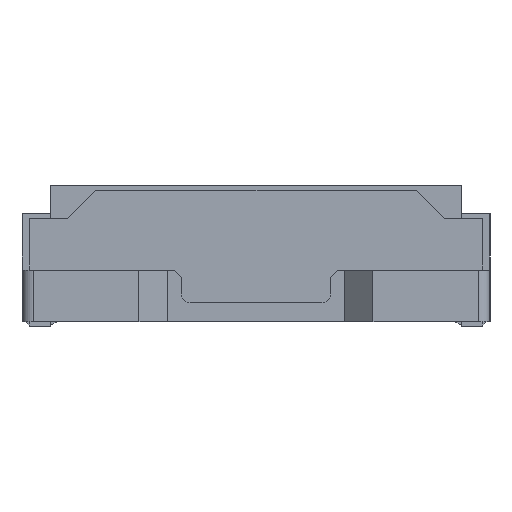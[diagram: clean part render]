
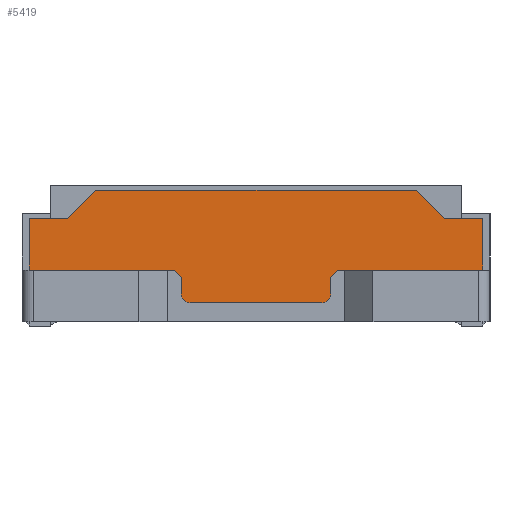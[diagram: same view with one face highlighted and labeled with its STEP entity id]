
A CAD part, left-side view. The second image highlights one B-rep face of the part: STEP entity #5419.
In plain terms, the highlighted planar face has unit normal (-1, 0, 0).
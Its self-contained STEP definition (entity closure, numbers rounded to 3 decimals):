
#81=CIRCLE($,#5796,0.04);
#82=CIRCLE($,#5797,0.04);
#221=FACE_OUTER_BOUND($,#538,.T.);
#538=EDGE_LOOP($,(#3938,#3939,#3940,#3941,#3942,#3943,#3944,#3945,#3946,
#3947,#3948,#3949,#3950,#3951,#3952,#3953));
#956=LINE($,#7945,#1670);
#1006=LINE($,#8046,#1720);
#1010=LINE($,#8054,#1724);
#1011=LINE($,#8055,#1725);
#1012=LINE($,#8057,#1726);
#1013=LINE($,#8059,#1727);
#1014=LINE($,#8063,#1728);
#1015=LINE($,#8067,#1729);
#1016=LINE($,#8069,#1730);
#1017=LINE($,#8071,#1731);
#1018=LINE($,#8072,#1732);
#1019=LINE($,#8074,#1733);
#1020=LINE($,#8076,#1734);
#1021=LINE($,#8077,#1735);
#1670=VECTOR($,#6410,0.62);
#1720=VECTOR($,#6492,0.165);
#1724=VECTOR($,#6498,0.165);
#1725=VECTOR($,#6499,0.22);
#1726=VECTOR($,#6500,0.042);
#1727=VECTOR($,#6501,0.07);
#1728=VECTOR($,#6504,0.56);
#1729=VECTOR($,#6507,0.07);
#1730=VECTOR($,#6508,0.042);
#1731=VECTOR($,#6509,0.62);
#1732=VECTOR($,#6510,0.22);
#1733=VECTOR($,#6511,0.17);
#1734=VECTOR($,#6512,1.37);
#1735=VECTOR($,#6513,0.17);
#2328=VERTEX_POINT($,#7943);
#2329=VERTEX_POINT($,#7944);
#2363=VERTEX_POINT($,#8044);
#2364=VERTEX_POINT($,#8045);
#2366=VERTEX_POINT($,#8052);
#2367=VERTEX_POINT($,#8053);
#2368=VERTEX_POINT($,#8056);
#2369=VERTEX_POINT($,#8058);
#2370=VERTEX_POINT($,#8060);
#2371=VERTEX_POINT($,#8062);
#2372=VERTEX_POINT($,#8064);
#2373=VERTEX_POINT($,#8066);
#2374=VERTEX_POINT($,#8068);
#2375=VERTEX_POINT($,#8070);
#2376=VERTEX_POINT($,#8073);
#2377=VERTEX_POINT($,#8075);
#2904=EDGE_CURVE($,#2328,#2329,#956,.T.);
#2954=EDGE_CURVE($,#2363,#2364,#1006,.T.);
#2958=EDGE_CURVE($,#2366,#2367,#1010,.T.);
#2959=EDGE_CURVE($,#2329,#2367,#1011,.T.);
#2960=EDGE_CURVE($,#2368,#2328,#1012,.T.);
#2961=EDGE_CURVE($,#2369,#2368,#1013,.T.);
#2962=EDGE_CURVE($,#2370,#2369,#81,.T.);
#2963=EDGE_CURVE($,#2371,#2370,#1014,.T.);
#2964=EDGE_CURVE($,#2372,#2371,#82,.T.);
#2965=EDGE_CURVE($,#2373,#2372,#1015,.T.);
#2966=EDGE_CURVE($,#2374,#2373,#1016,.T.);
#2967=EDGE_CURVE($,#2374,#2375,#1017,.T.);
#2968=EDGE_CURVE($,#2375,#2363,#1018,.T.);
#2969=EDGE_CURVE($,#2376,#2364,#1019,.T.);
#2970=EDGE_CURVE($,#2377,#2376,#1020,.T.);
#2971=EDGE_CURVE($,#2366,#2377,#1021,.T.);
#3938=ORIENTED_EDGE($,*,*,#2958,.T.);
#3939=ORIENTED_EDGE($,*,*,#2959,.F.);
#3940=ORIENTED_EDGE($,*,*,#2904,.F.);
#3941=ORIENTED_EDGE($,*,*,#2960,.F.);
#3942=ORIENTED_EDGE($,*,*,#2961,.F.);
#3943=ORIENTED_EDGE($,*,*,#2962,.F.);
#3944=ORIENTED_EDGE($,*,*,#2963,.F.);
#3945=ORIENTED_EDGE($,*,*,#2964,.F.);
#3946=ORIENTED_EDGE($,*,*,#2965,.F.);
#3947=ORIENTED_EDGE($,*,*,#2966,.F.);
#3948=ORIENTED_EDGE($,*,*,#2967,.T.);
#3949=ORIENTED_EDGE($,*,*,#2968,.T.);
#3950=ORIENTED_EDGE($,*,*,#2954,.T.);
#3951=ORIENTED_EDGE($,*,*,#2969,.F.);
#3952=ORIENTED_EDGE($,*,*,#2970,.F.);
#3953=ORIENTED_EDGE($,*,*,#2971,.F.);
#5132=PLANE($,#5795);
#5419=ADVANCED_FACE($,(#221),#5132,.F.);
#5795=AXIS2_PLACEMENT_3D($,#8051,#6496,#6497);
#5796=AXIS2_PLACEMENT_3D($,#8061,#6502,#6503);
#5797=AXIS2_PLACEMENT_3D($,#8065,#6505,#6506);
#6410=DIRECTION($,(0.,1.,0.));
#6492=DIRECTION($,(0.,1.,0.));
#6496=DIRECTION('center_axis',(1.,0.,0.));
#6497=DIRECTION('ref_axis',(0.,0.,-1.));
#6498=DIRECTION($,(0.,1.,0.));
#6499=DIRECTION($,(0.,0.,1.));
#6500=DIRECTION($,(0.,0.707,0.707));
#6501=DIRECTION($,(0.,0.,1.));
#6502=DIRECTION('center_axis',(1.,0.,0.));
#6503=DIRECTION('ref_axis',(0.,0.,-1.));
#6504=DIRECTION($,(0.,1.,0.));
#6505=DIRECTION('center_axis',(1.,0.,0.));
#6506=DIRECTION('ref_axis',(0.,-1.,0.));
#6507=DIRECTION($,(0.,0.,-1.));
#6508=DIRECTION($,(0.,0.707,-0.707));
#6509=DIRECTION($,(0.,-1.,0.));
#6510=DIRECTION($,(0.,0.,1.));
#6511=DIRECTION($,(0.,-0.707,-0.707));
#6512=DIRECTION($,(0.,-1.,0.));
#6513=DIRECTION($,(0.,-0.707,0.707));
#7943=CARTESIAN_POINT('',(-5.42,0.35,0.24));
#7944=CARTESIAN_POINT('',(-5.42,0.97,0.24));
#7945=CARTESIAN_POINT($,(-5.42,0.35,0.24));
#8044=CARTESIAN_POINT('',(-5.42,-0.97,0.46));
#8045=CARTESIAN_POINT('',(-5.42,-0.805,0.46));
#8046=CARTESIAN_POINT($,(-5.42,-0.97,0.46));
#8051=CARTESIAN_POINT('Origin',(-5.42,0.,0.366));
#8052=CARTESIAN_POINT('',(-5.42,0.805,0.46));
#8053=CARTESIAN_POINT('',(-5.42,0.97,0.46));
#8054=CARTESIAN_POINT($,(-5.42,0.805,0.46));
#8055=CARTESIAN_POINT($,(-5.42,0.97,0.24));
#8056=CARTESIAN_POINT('',(-5.42,0.32,0.21));
#8057=CARTESIAN_POINT($,(-5.42,0.32,0.21));
#8058=CARTESIAN_POINT('',(-5.42,0.32,0.14));
#8059=CARTESIAN_POINT($,(-5.42,0.32,0.14));
#8060=CARTESIAN_POINT('',(-5.42,0.28,0.1));
#8061=CARTESIAN_POINT('Origin',(-5.42,0.28,0.14));
#8062=CARTESIAN_POINT('',(-5.42,-0.28,0.1));
#8063=CARTESIAN_POINT($,(-5.42,-0.28,0.1));
#8064=CARTESIAN_POINT('',(-5.42,-0.32,0.14));
#8065=CARTESIAN_POINT('Origin',(-5.42,-0.28,0.14));
#8066=CARTESIAN_POINT('',(-5.42,-0.32,0.21));
#8067=CARTESIAN_POINT($,(-5.42,-0.32,0.21));
#8068=CARTESIAN_POINT('',(-5.42,-0.35,0.24));
#8069=CARTESIAN_POINT($,(-5.42,-0.35,0.24));
#8070=CARTESIAN_POINT('',(-5.42,-0.97,0.24));
#8071=CARTESIAN_POINT($,(-5.42,-0.47,0.24));
#8072=CARTESIAN_POINT($,(-5.42,-0.97,0.24));
#8073=CARTESIAN_POINT('',(-5.42,-0.685,0.58));
#8074=CARTESIAN_POINT($,(-5.42,-0.685,0.58));
#8075=CARTESIAN_POINT('',(-5.42,0.685,0.58));
#8076=CARTESIAN_POINT($,(-5.42,0.685,0.58));
#8077=CARTESIAN_POINT($,(-5.42,0.805,0.46));
